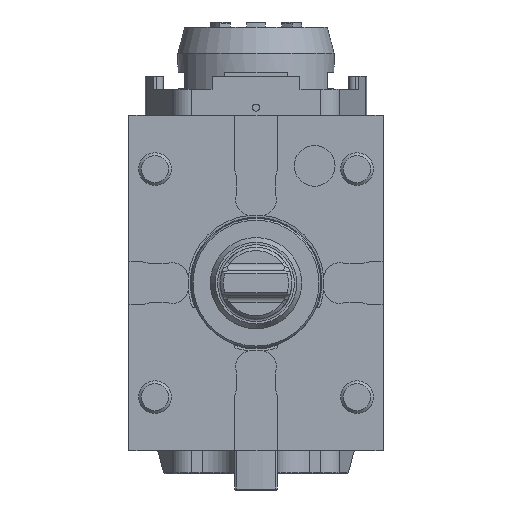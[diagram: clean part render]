
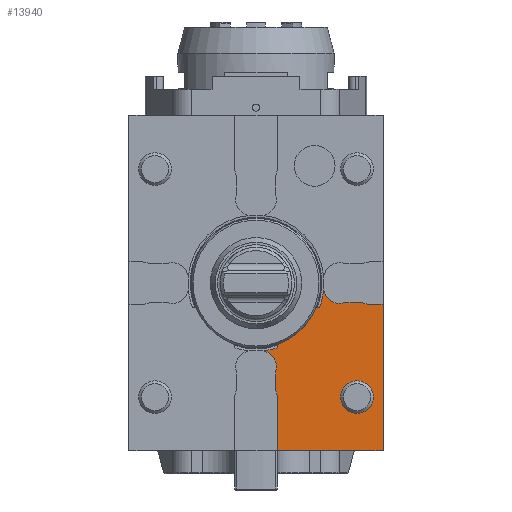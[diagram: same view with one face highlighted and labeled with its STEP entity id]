
A CAD part, front view. The second image highlights one B-rep face of the part: STEP entity #13940.
In plain terms, the highlighted planar face has unit normal (0, -1, 0).
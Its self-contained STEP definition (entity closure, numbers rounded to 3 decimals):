
#30 = EDGE_CURVE ( 'NONE', #20191, #10680, #1063, .T. ) ;
#70 = ORIENTED_EDGE ( 'NONE', *, *, #24557, .T. ) ;
#97 = DIRECTION ( 'NONE',  ( 0., 0., -1. ) ) ;
#591 = CIRCLE ( 'NONE', #27263, 5. ) ;
#782 = VECTOR ( 'NONE', #20727, 1000. ) ;
#1063 = CIRCLE ( 'NONE', #6388, 5. ) ;
#1220 = CARTESIAN_POINT ( 'NONE',  ( 32.7, -85., -6. ) ) ;
#1221 = DIRECTION ( 'NONE',  ( 0., 0., -1. ) ) ;
#1646 = CARTESIAN_POINT ( 'NONE',  ( 0., -85., 0. ) ) ;
#1675 = VERTEX_POINT ( 'NONE', #24007 ) ;
#1727 = CARTESIAN_POINT ( 'NONE',  ( 6., -85., -27.261 ) ) ;
#1806 = CARTESIAN_POINT ( 'NONE',  ( 39., -85., -51.5 ) ) ;
#1883 = DIRECTION ( 'NONE',  ( 0., 1., 0. ) ) ;
#2000 = CARTESIAN_POINT ( 'NONE',  ( 0., -85., -90. ) ) ;
#2182 = LINE ( 'NONE', #19160, #13522 ) ;
#2189 = ORIENTED_EDGE ( 'NONE', *, *, #26069, .F. ) ;
#2266 = ORIENTED_EDGE ( 'NONE', *, *, #13232, .T. ) ;
#2559 = ORIENTED_EDGE ( 'NONE', *, *, #14096, .F. ) ;
#2573 = VECTOR ( 'NONE', #25927, 1000. ) ;
#3003 = CARTESIAN_POINT ( 'NONE',  ( 6.5, -85., -19.852 ) ) ;
#3260 = DIRECTION ( 'NONE',  ( 0., -1., 0. ) ) ;
#3331 = CARTESIAN_POINT ( 'NONE',  ( 6.5, -85., -34.879 ) ) ;
#3351 = CARTESIAN_POINT ( 'NONE',  ( 39., -85., -6.5 ) ) ;
#3394 = DIRECTION ( 'NONE',  ( 0., 1., 0. ) ) ;
#3610 = CARTESIAN_POINT ( 'NONE',  ( -39., -85., -51.5 ) ) ;
#3810 = VERTEX_POINT ( 'NONE', #13770 ) ;
#4138 = EDGE_CURVE ( 'NONE', #18341, #18341, #17469, .T. ) ;
#4187 = EDGE_LOOP ( 'NONE', ( #10593 ) ) ;
#4222 = CARTESIAN_POINT ( 'NONE',  ( 6., -85., -32.7 ) ) ;
#4698 = VECTOR ( 'NONE', #16458, 1000. ) ;
#4729 = EDGE_CURVE ( 'NONE', #6249, #14138, #21966, .T. ) ;
#4748 = AXIS2_PLACEMENT_3D ( 'NONE', #20505, #3394, #7514 ) ;
#4919 = EDGE_CURVE ( 'NONE', #23414, #9897, #6801, .T. ) ;
#4935 = CARTESIAN_POINT ( 'NONE',  ( 6., -85., -32.7 ) ) ;
#4940 = CARTESIAN_POINT ( 'NONE',  ( 6.5, -85., -51.5 ) ) ;
#5543 = VERTEX_POINT ( 'NONE', #17648 ) ;
#5889 = EDGE_CURVE ( 'NONE', #10078, #23340, #20809, .T. ) ;
#5896 = DIRECTION ( 'NONE',  ( 0., 0., -1. ) ) ;
#6239 = CARTESIAN_POINT ( 'NONE',  ( 20.78, -85., -2.139 ) ) ;
#6249 = VERTEX_POINT ( 'NONE', #3351 ) ;
#6388 = AXIS2_PLACEMENT_3D ( 'NONE', #14652, #9921, #16325 ) ;
#6801 = LINE ( 'NONE', #4222, #2573 ) ;
#6957 = CARTESIAN_POINT ( 'NONE',  ( 27.261, -85., -6. ) ) ;
#7395 = ORIENTED_EDGE ( 'NONE', *, *, #20635, .F. ) ;
#7514 = DIRECTION ( 'NONE',  ( 0., 0., 1. ) ) ;
#7881 = DIRECTION ( 'NONE',  ( 0., 0., -1. ) ) ;
#8152 = EDGE_CURVE ( 'NONE', #8259, #1675, #26826, .T. ) ;
#8259 = VERTEX_POINT ( 'NONE', #3003 ) ;
#8421 = CARTESIAN_POINT ( 'NONE',  ( 1.25, -85., -25.7 ) ) ;
#9666 = CARTESIAN_POINT ( 'NONE',  ( 1.5, -85., -34.879 ) ) ;
#9897 = VERTEX_POINT ( 'NONE', #1727 ) ;
#9921 = DIRECTION ( 'NONE',  ( 0., -1., 0. ) ) ;
#10012 = ORIENTED_EDGE ( 'NONE', *, *, #4729, .F. ) ;
#10078 = VERTEX_POINT ( 'NONE', #21731 ) ;
#10494 = DIRECTION ( 'NONE',  ( 0., -1., 0. ) ) ;
#10593 = ORIENTED_EDGE ( 'NONE', *, *, #4138, .F. ) ;
#10680 = VERTEX_POINT ( 'NONE', #23989 ) ;
#11180 = EDGE_CURVE ( 'NONE', #23340, #21289, #11372, .T. ) ;
#11320 = ORIENTED_EDGE ( 'NONE', *, *, #27070, .F. ) ;
#11372 = CIRCLE ( 'NONE', #4748, 19.885 ) ;
#11554 = VECTOR ( 'NONE', #21228, 1000. ) ;
#11897 = DIRECTION ( 'NONE',  ( 0., 1., 0. ) ) ;
#11921 = LINE ( 'NONE', #3610, #782 ) ;
#12003 = DIRECTION ( 'NONE',  ( 0., 0., 1. ) ) ;
#12032 = CIRCLE ( 'NONE', #17404, 5. ) ;
#12120 = FACE_OUTER_BOUND ( 'NONE', #19415, .T. ) ;
#12317 = ORIENTED_EDGE ( 'NONE', *, *, #4919, .F. ) ;
#12559 = AXIS2_PLACEMENT_3D ( 'NONE', #1646, #11897, #14296 ) ;
#12859 = CIRCLE ( 'NONE', #21757, 5. ) ;
#13232 = EDGE_CURVE ( 'NONE', #21289, #8259, #2182, .T. ) ;
#13522 = VECTOR ( 'NONE', #97, 1000. ) ;
#13770 = CARTESIAN_POINT ( 'NONE',  ( 6.5, -85., -51.5 ) ) ;
#13875 = CARTESIAN_POINT ( 'NONE',  ( 31., -85., -35. ) ) ;
#13940 = ADVANCED_FACE ( 'Defeature completata1_13', ( #12120, #25247 ), #23144, .T. ) ;
#14096 = EDGE_CURVE ( 'NONE', #5543, #20191, #24509, .T. ) ;
#14138 = VERTEX_POINT ( 'NONE', #1806 ) ;
#14213 = ORIENTED_EDGE ( 'NONE', *, *, #17976, .F. ) ;
#14222 = CARTESIAN_POINT ( 'NONE',  ( 18.417, -85., -7.5 ) ) ;
#14296 = DIRECTION ( 'NONE',  ( 0., 0., 1. ) ) ;
#14652 = CARTESIAN_POINT ( 'NONE',  ( 34.879, -85., -1.5 ) ) ;
#15313 = EDGE_CURVE ( 'NONE', #19804, #23414, #12859, .T. ) ;
#15707 = VECTOR ( 'NONE', #23946, 1000. ) ;
#16311 = DIRECTION ( 'NONE',  ( 0., -1., 0. ) ) ;
#16325 = DIRECTION ( 'NONE',  ( 0., 0., 1. ) ) ;
#16458 = DIRECTION ( 'NONE',  ( 1., 0., 0. ) ) ;
#16459 = CARTESIAN_POINT ( 'NONE',  ( 25.7, -85., -1.25 ) ) ;
#16617 = CARTESIAN_POINT ( 'NONE',  ( 39., -85., -7.5 ) ) ;
#16965 = CIRCLE ( 'NONE', #21821, 20.89 ) ;
#17404 = AXIS2_PLACEMENT_3D ( 'NONE', #16459, #3260, #20378 ) ;
#17469 = CIRCLE ( 'NONE', #22324, 5. ) ;
#17648 = CARTESIAN_POINT ( 'NONE',  ( 27.261, -85., -6. ) ) ;
#17976 = EDGE_CURVE ( 'NONE', #14138, #3810, #11921, .T. ) ;
#18341 = VERTEX_POINT ( 'NONE', #24610 ) ;
#18508 = VECTOR ( 'NONE', #24382, 1000. ) ;
#18568 = LINE ( 'NONE', #18699, #4698 ) ;
#18699 = CARTESIAN_POINT ( 'NONE',  ( 34.879, -85., -6.5 ) ) ;
#18719 = VECTOR ( 'NONE', #21923, 1000. ) ;
#18977 = DIRECTION ( 'NONE',  ( 0., 0., -1. ) ) ;
#19160 = CARTESIAN_POINT ( 'NONE',  ( 6.5, -85., -7.5 ) ) ;
#19415 = EDGE_LOOP ( 'NONE', ( #26700, #26440, #14213, #10012, #7395, #21501, #2559, #11320, #70, #24571, #23835, #2266, #26962, #2189, #12317 ) ) ;
#19438 = CARTESIAN_POINT ( 'NONE',  ( 6.5, -85., -18.793 ) ) ;
#19804 = VERTEX_POINT ( 'NONE', #3331 ) ;
#20191 = VERTEX_POINT ( 'NONE', #1220 ) ;
#20240 = AXIS2_PLACEMENT_3D ( 'NONE', #2000, #16311, #18977 ) ;
#20378 = DIRECTION ( 'NONE',  ( 0., 0., -1. ) ) ;
#20505 = CARTESIAN_POINT ( 'NONE',  ( 0., -85., 0. ) ) ;
#20635 = EDGE_CURVE ( 'NONE', #10680, #6249, #18568, .T. ) ;
#20727 = DIRECTION ( 'NONE',  ( -1., 0., 0. ) ) ;
#20809 = LINE ( 'NONE', #16617, #11554 ) ;
#21228 = DIRECTION ( 'NONE',  ( -1., 0., 0. ) ) ;
#21289 = VERTEX_POINT ( 'NONE', #19438 ) ;
#21501 = ORIENTED_EDGE ( 'NONE', *, *, #30, .F. ) ;
#21576 = CARTESIAN_POINT ( 'NONE',  ( 39., -85., 0. ) ) ;
#21731 = CARTESIAN_POINT ( 'NONE',  ( 19.497, -85., -7.5 ) ) ;
#21757 = AXIS2_PLACEMENT_3D ( 'NONE', #9666, #22334, #1221 ) ;
#21821 = AXIS2_PLACEMENT_3D ( 'NONE', #26973, #1883, #12003 ) ;
#21923 = DIRECTION ( 'NONE',  ( 0., 0., 1. ) ) ;
#21966 = LINE ( 'NONE', #21576, #15707 ) ;
#22324 = AXIS2_PLACEMENT_3D ( 'NONE', #13875, #24465, #7881 ) ;
#22334 = DIRECTION ( 'NONE',  ( 0., -1., 0. ) ) ;
#23144 = PLANE ( 'NONE',  #20240 ) ;
#23340 = VERTEX_POINT ( 'NONE', #14222 ) ;
#23414 = VERTEX_POINT ( 'NONE', #4935 ) ;
#23796 = VERTEX_POINT ( 'NONE', #6239 ) ;
#23835 = ORIENTED_EDGE ( 'NONE', *, *, #11180, .T. ) ;
#23946 = DIRECTION ( 'NONE',  ( 0., 0., -1. ) ) ;
#23989 = CARTESIAN_POINT ( 'NONE',  ( 34.879, -85., -6.5 ) ) ;
#24007 = CARTESIAN_POINT ( 'NONE',  ( 2.139, -85., -20.78 ) ) ;
#24037 = LINE ( 'NONE', #4940, #18719 ) ;
#24382 = DIRECTION ( 'NONE',  ( 1., 0., 0. ) ) ;
#24460 = EDGE_CURVE ( 'NONE', #3810, #19804, #24037, .T. ) ;
#24465 = DIRECTION ( 'NONE',  ( 0., -1., 0. ) ) ;
#24509 = LINE ( 'NONE', #6957, #18508 ) ;
#24557 = EDGE_CURVE ( 'NONE', #23796, #10078, #16965, .T. ) ;
#24571 = ORIENTED_EDGE ( 'NONE', *, *, #5889, .T. ) ;
#24610 = CARTESIAN_POINT ( 'NONE',  ( 31., -85., -40. ) ) ;
#25247 = FACE_BOUND ( 'NONE', #4187, .T. ) ;
#25927 = DIRECTION ( 'NONE',  ( 0., 0., 1. ) ) ;
#26069 = EDGE_CURVE ( 'NONE', #9897, #1675, #591, .T. ) ;
#26440 = ORIENTED_EDGE ( 'NONE', *, *, #24460, .F. ) ;
#26700 = ORIENTED_EDGE ( 'NONE', *, *, #15313, .F. ) ;
#26826 = CIRCLE ( 'NONE', #12559, 20.89 ) ;
#26962 = ORIENTED_EDGE ( 'NONE', *, *, #8152, .T. ) ;
#26973 = CARTESIAN_POINT ( 'NONE',  ( 0., -85., 0. ) ) ;
#27070 = EDGE_CURVE ( 'NONE', #23796, #5543, #12032, .T. ) ;
#27263 = AXIS2_PLACEMENT_3D ( 'NONE', #8421, #10494, #5896 ) ;
